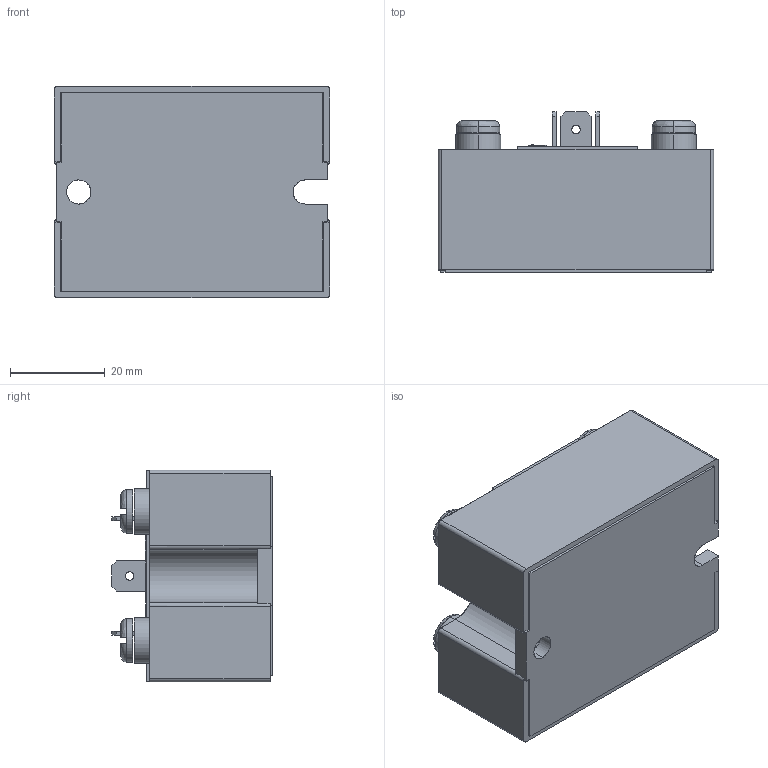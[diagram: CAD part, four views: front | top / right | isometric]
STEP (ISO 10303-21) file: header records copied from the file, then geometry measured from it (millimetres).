
FILE_DESCRIPTION (( 'STEP AP214' ), '1' );
FILE_NAME ('104602.STEP', '2016-12-12T22:25:55', ( '' ), ( '' ), 'SwSTEP 2.0', 'SolidWorks 2015', '' );
FILE_SCHEMA (( 'AUTOMOTIVE_DESIGN' ));
Length unit declared in the file: inch
Products named in the file (1): 104602
Bounding box: 58.04 x 33.88 x 44.58 mm (x, y, z)
Surface area: 15620.4 mm2 (no closed solid volume)
Topology: 0 solids, 247 shells, 284 faces, 1468 edges, 1431 vertices
Faces by surface type: plane 203, cylinder 37, bspline 32, cone 12
Entity records: 20460 total; most frequent: CARTESIAN_POINT 6152, DIRECTION 1816, ORIENTED_EDGE 1531, EDGE_CURVE 1468, VERTEX_POINT 1431, LINE 1106, VECTOR 1106, AXIS2_PLACEMENT_3D 355
